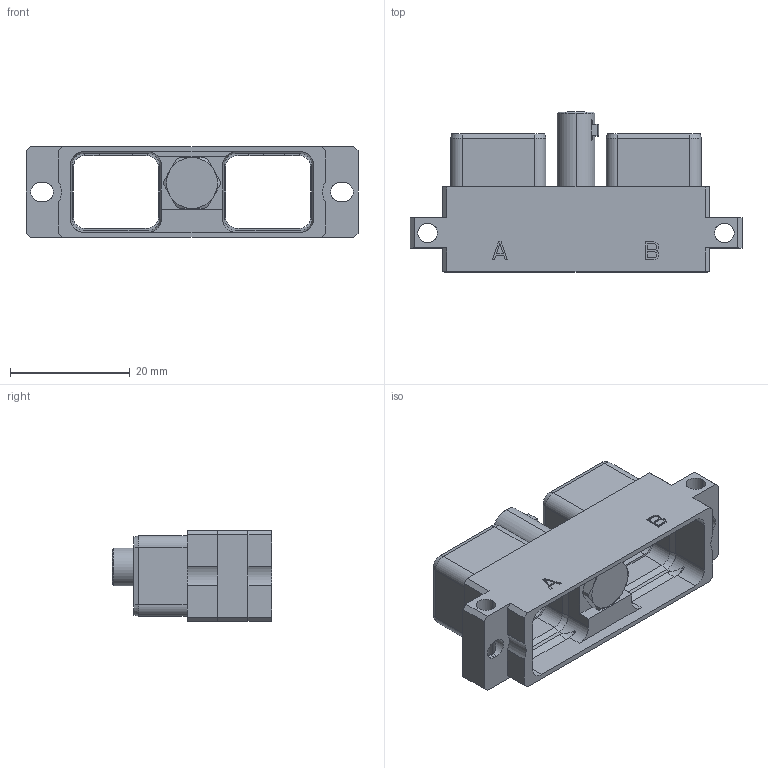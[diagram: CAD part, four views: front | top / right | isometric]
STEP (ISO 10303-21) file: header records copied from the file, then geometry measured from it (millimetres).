
FILE_DESCRIPTION((''),'2;1');
FILE_NAME('SIM2D43VA','2019-09-16T',('presta_be4'),(''),'PRO/ENGINEER BY PARAMETRIC TECHNOLOGY CORPORATION, 2014310','PRO/ENGINEER BY PARAMETRIC TECHNOLOGY CORPORATION, 2014310','');
FILE_SCHEMA(('CONFIG_CONTROL_DESIGN'));
Length unit declared in the file: millimetre
Products named in the file (1): SIM2D43VA
Bounding box: 55.38 x 26.67 x 15.14 mm (x, y, z)
Volume: 4972.6 mm3; surface area: 7660.4 mm2
Topology: 1 solids, 1 shells, 578 faces, 1595 edges, 1031 vertices
Faces by surface type: plane 424, cylinder 96, cone 52, torus 6
Entity records: 20751 total; most frequent: CARTESIAN_POINT 5935, ORIENTED_EDGE 3186, DIRECTION 2899, EDGE_CURVE 1593, VECTOR 1277, LINE 1277, VERTEX_POINT 1031, AXIS2_PLACEMENT_3D 811
